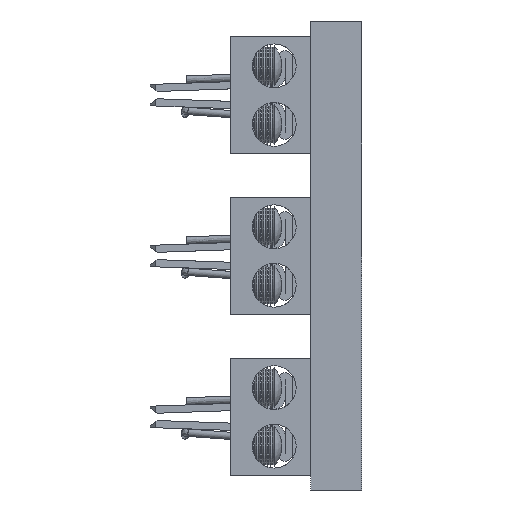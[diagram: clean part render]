
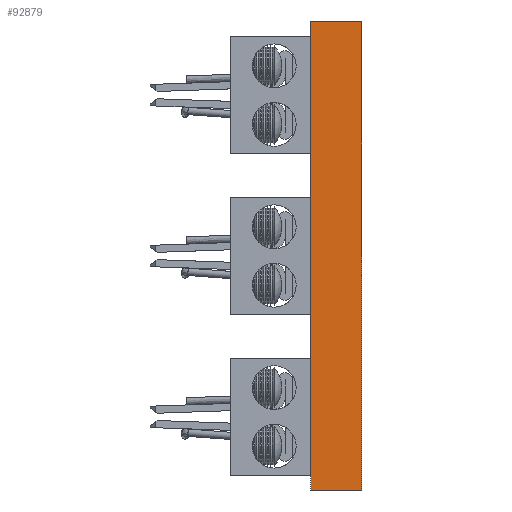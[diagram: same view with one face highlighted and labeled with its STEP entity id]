
A CAD part, left-side view. The second image highlights one B-rep face of the part: STEP entity #92879.
In plain terms, the highlighted planar face has unit normal (-1, 0, 0).
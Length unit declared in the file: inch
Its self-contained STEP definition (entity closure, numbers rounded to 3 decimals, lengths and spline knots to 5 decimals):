
#7364 = EDGE_CURVE ( 'NONE', #13732, #13728, #9278, .T. ) ;
#7365 = EDGE_CURVE ( 'NONE', #13728, #13731, #9286, .T. ) ;
#7367 = EDGE_CURVE ( 'NONE', #13734, #13731, #9290, .T. ) ;
#7371 = EDGE_CURVE ( 'NONE', #13732, #13734, #9298, .T. ) ;
#9278 = LINE ( 'NONE', #54395, #9288 ) ;
#9286 = LINE ( 'NONE', #54405, #9292 ) ;
#9288 = VECTOR ( 'NONE', #54404, 39.37008 ) ;
#9290 = LINE ( 'NONE', #54410, #9296 ) ;
#9292 = VECTOR ( 'NONE', #54408, 39.37008 ) ;
#9296 = VECTOR ( 'NONE', #54413, 39.37008 ) ;
#9298 = LINE ( 'NONE', #54416, #9304 ) ;
#9304 = VECTOR ( 'NONE', #54417, 39.37008 ) ;
#11325 = CARTESIAN_POINT ( 'NONE',  ( -5., 0.875, 4. ) ) ;
#11328 = CARTESIAN_POINT ( 'NONE',  ( -5., 0., 4. ) ) ;
#11329 = CARTESIAN_POINT ( 'NONE',  ( -5., 0.875, -4. ) ) ;
#11331 = CARTESIAN_POINT ( 'NONE',  ( -5., 0., -4. ) ) ;
#13728 = VERTEX_POINT ( 'NONE', #11325 ) ;
#13731 = VERTEX_POINT ( 'NONE', #11328 ) ;
#13732 = VERTEX_POINT ( 'NONE', #11329 ) ;
#13734 = VERTEX_POINT ( 'NONE', #11331 ) ;
#54395 = CARTESIAN_POINT ( 'NONE',  ( -5., 0.875, 4. ) ) ;
#54404 = DIRECTION ( 'NONE',  ( 0., 0., 1. ) ) ;
#54405 = CARTESIAN_POINT ( 'NONE',  ( -5., 0.875, 4. ) ) ;
#54408 = DIRECTION ( 'NONE',  ( 0., -1., 0. ) ) ;
#54410 = CARTESIAN_POINT ( 'NONE',  ( -5., 0., 4. ) ) ;
#54413 = DIRECTION ( 'NONE',  ( 0., 0., 1. ) ) ;
#54416 = CARTESIAN_POINT ( 'NONE',  ( -5., 0.875, -4. ) ) ;
#54417 = DIRECTION ( 'NONE',  ( 0., -1., 0. ) ) ;
#61706 = ORIENTED_EDGE ( 'NONE', *, *, #7367, .T. ) ;
#61829 = ORIENTED_EDGE ( 'NONE', *, *, #7365, .F. ) ;
#61831 = ORIENTED_EDGE ( 'NONE', *, *, #7371, .T. ) ;
#81988 = EDGE_LOOP ( 'NONE', ( #61706, #61829, #83034, #61831 ) ) ;
#83034 = ORIENTED_EDGE ( 'NONE', *, *, #7364, .F. ) ;
#84731 = AXIS2_PLACEMENT_3D ( 'NONE', #88214, #88215, #88216 ) ;
#88205 = PLANE ( 'NONE',  #84731 ) ;
#88214 = CARTESIAN_POINT ( 'NONE',  ( -5., 0.875, 4. ) ) ;
#88215 = DIRECTION ( 'NONE',  ( 1., 0., 0. ) ) ;
#88216 = DIRECTION ( 'NONE',  ( 0., 0., -1. ) ) ;
#89280 = FACE_OUTER_BOUND ( 'NONE', #81988, .T. ) ;
#92879 = ADVANCED_FACE ( 'NONE', ( #89280 ), #88205, .F. ) ;
